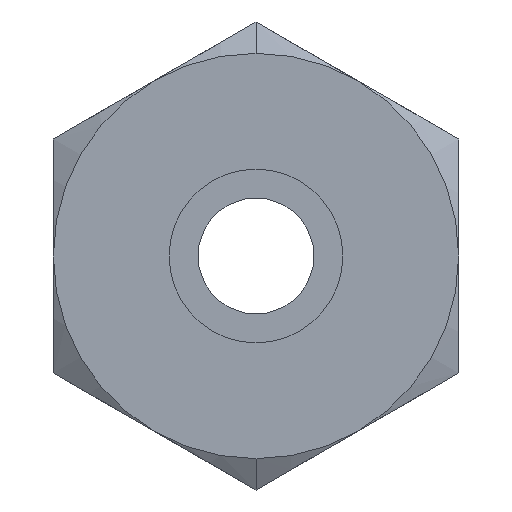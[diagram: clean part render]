
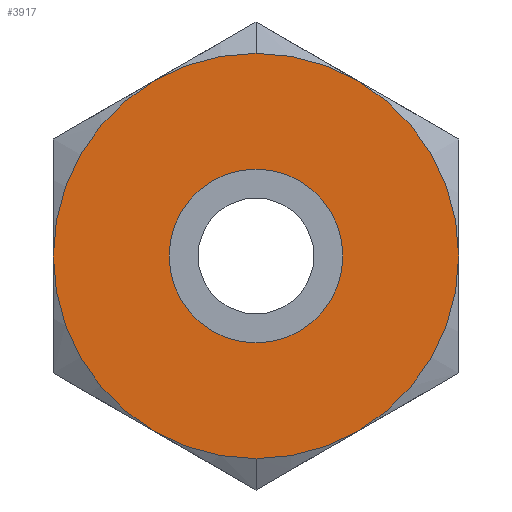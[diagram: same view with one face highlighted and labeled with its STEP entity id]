
A CAD part, left-side view. The second image highlights one B-rep face of the part: STEP entity #3917.
In plain terms, the highlighted planar face has unit normal (-1, 0, 0).
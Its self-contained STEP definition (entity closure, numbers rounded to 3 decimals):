
#658 = DIRECTION ( 'NONE',  ( 0., 0., -1. ) ) ;
#676 = VERTEX_POINT ( 'NONE', #6774 ) ;
#810 = CIRCLE ( 'NONE', #1621, 7. ) ;
#811 = VERTEX_POINT ( 'NONE', #3670 ) ;
#821 = EDGE_CURVE ( 'NONE', #3145, #811, #4338, .T. ) ;
#824 = EDGE_CURVE ( 'NONE', #2331, #676, #810, .T. ) ;
#1036 = FACE_OUTER_BOUND ( 'NONE', #5750, .T. ) ;
#1073 = DIRECTION ( 'NONE',  ( -1., 0., 0. ) ) ;
#1097 = ORIENTED_EDGE ( 'NONE', *, *, #3555, .F. ) ;
#1395 = DIRECTION ( 'NONE',  ( 1., 0., 0. ) ) ;
#1593 = ORIENTED_EDGE ( 'NONE', *, *, #821, .T. ) ;
#1621 = AXIS2_PLACEMENT_3D ( 'NONE', #4189, #6436, #5325 ) ;
#1639 = CARTESIAN_POINT ( 'NONE',  ( 0., 0., 3.5 ) ) ;
#1812 = DIRECTION ( 'NONE',  ( 1., 0., 0. ) ) ;
#1876 = DIRECTION ( 'NONE',  ( 0., 0., -1. ) ) ;
#2233 = FACE_BOUND ( 'NONE', #4287, .T. ) ;
#2331 = VERTEX_POINT ( 'NONE', #2615 ) ;
#2412 = EDGE_CURVE ( 'NONE', #811, #3145, #4684, .T. ) ;
#2427 = CARTESIAN_POINT ( 'NONE',  ( 0., 0., 0. ) ) ;
#2615 = CARTESIAN_POINT ( 'NONE',  ( 0., 0., 7. ) ) ;
#2676 = DIRECTION ( 'NONE',  ( 0., 0., 1. ) ) ;
#3088 = DIRECTION ( 'NONE',  ( 0., 0., 1. ) ) ;
#3145 = VERTEX_POINT ( 'NONE', #6491 ) ;
#3325 = CIRCLE ( 'NONE', #6264, 7. ) ;
#3555 = EDGE_CURVE ( 'NONE', #676, #2331, #3325, .T. ) ;
#3670 = CARTESIAN_POINT ( 'NONE',  ( 0., 0., 3. ) ) ;
#3693 = AXIS2_PLACEMENT_3D ( 'NONE', #1639, #1073, #2676 ) ;
#3851 = PLANE ( 'NONE',  #3693 ) ;
#3917 = ADVANCED_FACE ( 'NONE', ( #2233, #1036 ), #3851, .T. ) ;
#4189 = CARTESIAN_POINT ( 'NONE',  ( 0., 0., 0. ) ) ;
#4287 = EDGE_LOOP ( 'NONE', ( #1593, #5164 ) ) ;
#4338 = CIRCLE ( 'NONE', #4570, 3. ) ;
#4570 = AXIS2_PLACEMENT_3D ( 'NONE', #2427, #1395, #1876 ) ;
#4684 = CIRCLE ( 'NONE', #6562, 3. ) ;
#4822 = CARTESIAN_POINT ( 'NONE',  ( 0., 0., 0. ) ) ;
#5164 = ORIENTED_EDGE ( 'NONE', *, *, #2412, .T. ) ;
#5325 = DIRECTION ( 'NONE',  ( 0., 0., 1. ) ) ;
#5376 = ORIENTED_EDGE ( 'NONE', *, *, #824, .F. ) ;
#5750 = EDGE_LOOP ( 'NONE', ( #5376, #1097 ) ) ;
#6263 = CARTESIAN_POINT ( 'NONE',  ( 0., 0., 0. ) ) ;
#6264 = AXIS2_PLACEMENT_3D ( 'NONE', #6263, #1812, #658 ) ;
#6436 = DIRECTION ( 'NONE',  ( 1., 0., 0. ) ) ;
#6491 = CARTESIAN_POINT ( 'NONE',  ( 0., 0., -3. ) ) ;
#6562 = AXIS2_PLACEMENT_3D ( 'NONE', #4822, #6617, #3088 ) ;
#6617 = DIRECTION ( 'NONE',  ( 1., 0., 0. ) ) ;
#6774 = CARTESIAN_POINT ( 'NONE',  ( 0., 0., -7. ) ) ;
